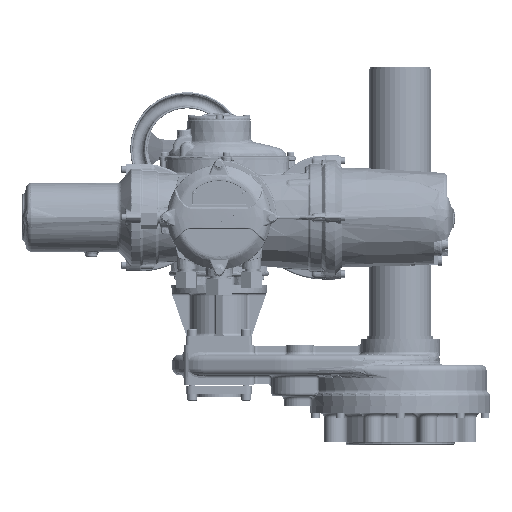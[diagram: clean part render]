
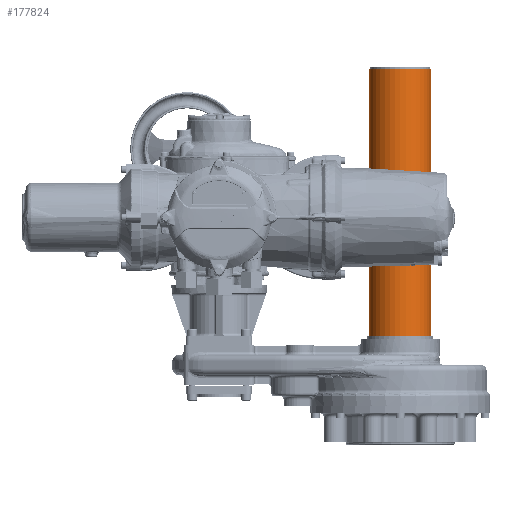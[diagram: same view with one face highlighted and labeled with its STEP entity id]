
A CAD part, front view. The second image highlights one B-rep face of the part: STEP entity #177824.
In plain terms, the highlighted cylindrical face has radius 57.15 mm (diameter 114.3 mm), a full revolution.
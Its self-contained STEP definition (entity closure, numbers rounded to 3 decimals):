
#12932=CYLINDRICAL_SURFACE('',#186520,57.15);
#25548=ORIENTED_EDGE('',*,*,#63116,.F.);
#25549=ORIENTED_EDGE('',*,*,#63117,.T.);
#63116=EDGE_CURVE('',#82017,#82017,#93823,.F.);
#63117=EDGE_CURVE('',#82018,#82018,#93824,.T.);
#82017=VERTEX_POINT('',#231074);
#82018=VERTEX_POINT('',#231076);
#93823=CIRCLE('',#186521,57.15);
#93824=CIRCLE('',#186522,57.15);
#100418=EDGE_LOOP('',(#25548));
#100419=EDGE_LOOP('',(#25549));
#109651=FACE_BOUND('',#100418,.T.);
#109652=FACE_BOUND('',#100419,.T.);
#177824=ADVANCED_FACE('',(#109651,#109652),#12932,.T.);
#186520=AXIS2_PLACEMENT_3D('',#231072,#199964,#199965);
#186521=AXIS2_PLACEMENT_3D('',#231073,#199966,#199967);
#186522=AXIS2_PLACEMENT_3D('',#231075,#199968,#199969);
#199964=DIRECTION('',(0.,0.,-1.));
#199965=DIRECTION('',(-1.,0.,0.));
#199966=DIRECTION('',(0.,0.,-1.));
#199967=DIRECTION('',(-1.,0.,0.));
#199968=DIRECTION('',(0.,0.,1.));
#199969=DIRECTION('',(0.,1.,0.));
#231072=CARTESIAN_POINT('',(0.,0.,934.));
#231073=CARTESIAN_POINT('',(0.,0.,400.));
#231074=CARTESIAN_POINT('',(-57.15,0.,400.));
#231075=CARTESIAN_POINT('',(0.,0.,-96.75));
#231076=CARTESIAN_POINT('',(0.,57.15,-96.75));
